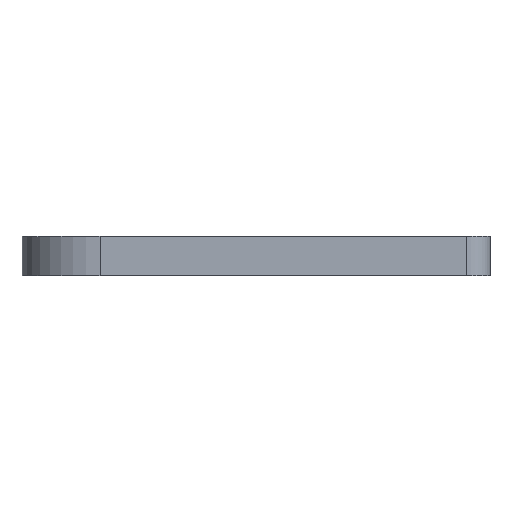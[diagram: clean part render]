
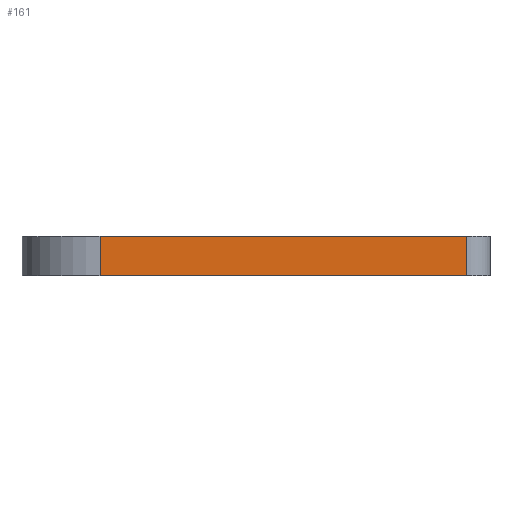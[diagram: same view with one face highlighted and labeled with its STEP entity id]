
A CAD part, left-side view. The second image highlights one B-rep face of the part: STEP entity #161.
In plain terms, the highlighted planar face has unit normal (-1, 0, 0).
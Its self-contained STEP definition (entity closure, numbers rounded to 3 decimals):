
#40 = CARTESIAN_POINT ( 'NONE',  ( -30., 20., 5. ) ) ;
#69 = VERTEX_POINT ( 'NONE', #135 ) ;
#118 = VECTOR ( 'NONE', #668, 1000. ) ;
#135 = CARTESIAN_POINT ( 'NONE',  ( -30., 20., 0. ) ) ;
#136 = VECTOR ( 'NONE', #978, 1000. ) ;
#161 = ADVANCED_FACE ( 'NONE', ( #977 ), #812, .T. ) ;
#190 = CARTESIAN_POINT ( 'NONE',  ( -30., 20., 0. ) ) ;
#193 = LINE ( 'NONE', #190, #136 ) ;
#223 = ORIENTED_EDGE ( 'NONE', *, *, #659, .F. ) ;
#254 = DIRECTION ( 'NONE',  ( 0., -1., 0. ) ) ;
#264 = LINE ( 'NONE', #583, #322 ) ;
#291 = DIRECTION ( 'NONE',  ( -1., 0., 0. ) ) ;
#322 = VECTOR ( 'NONE', #254, 1000. ) ;
#360 = VERTEX_POINT ( 'NONE', #40 ) ;
#386 = ORIENTED_EDGE ( 'NONE', *, *, #612, .T. ) ;
#455 = EDGE_LOOP ( 'NONE', ( #386, #856, #223, #466 ) ) ;
#466 = ORIENTED_EDGE ( 'NONE', *, *, #842, .F. ) ;
#469 = DIRECTION ( 'NONE',  ( 0., 0., 1. ) ) ;
#479 = EDGE_CURVE ( 'NONE', #791, #705, #838, .T. ) ;
#529 = AXIS2_PLACEMENT_3D ( 'NONE', #604, #291, #560 ) ;
#560 = DIRECTION ( 'NONE',  ( 0., -1., 0. ) ) ;
#583 = CARTESIAN_POINT ( 'NONE',  ( -30., 0., 5. ) ) ;
#604 = CARTESIAN_POINT ( 'NONE',  ( -30., 0., -5. ) ) ;
#612 = EDGE_CURVE ( 'NONE', #69, #791, #193, .T. ) ;
#620 = CARTESIAN_POINT ( 'NONE',  ( -30., -27., 0. ) ) ;
#659 = EDGE_CURVE ( 'NONE', #360, #705, #264, .T. ) ;
#668 = DIRECTION ( 'NONE',  ( 0., 0., 1. ) ) ;
#687 = CARTESIAN_POINT ( 'NONE',  ( -30., -27., 5. ) ) ;
#695 = CARTESIAN_POINT ( 'NONE',  ( -30., 20., -5. ) ) ;
#705 = VERTEX_POINT ( 'NONE', #687 ) ;
#753 = VECTOR ( 'NONE', #469, 1000. ) ;
#791 = VERTEX_POINT ( 'NONE', #620 ) ;
#812 = PLANE ( 'NONE',  #529 ) ;
#838 = LINE ( 'NONE', #905, #118 ) ;
#842 = EDGE_CURVE ( 'NONE', #69, #360, #857, .T. ) ;
#856 = ORIENTED_EDGE ( 'NONE', *, *, #479, .T. ) ;
#857 = LINE ( 'NONE', #695, #753 ) ;
#905 = CARTESIAN_POINT ( 'NONE',  ( -30., -27., -5. ) ) ;
#977 = FACE_OUTER_BOUND ( 'NONE', #455, .T. ) ;
#978 = DIRECTION ( 'NONE',  ( 0., -1., 0. ) ) ;
